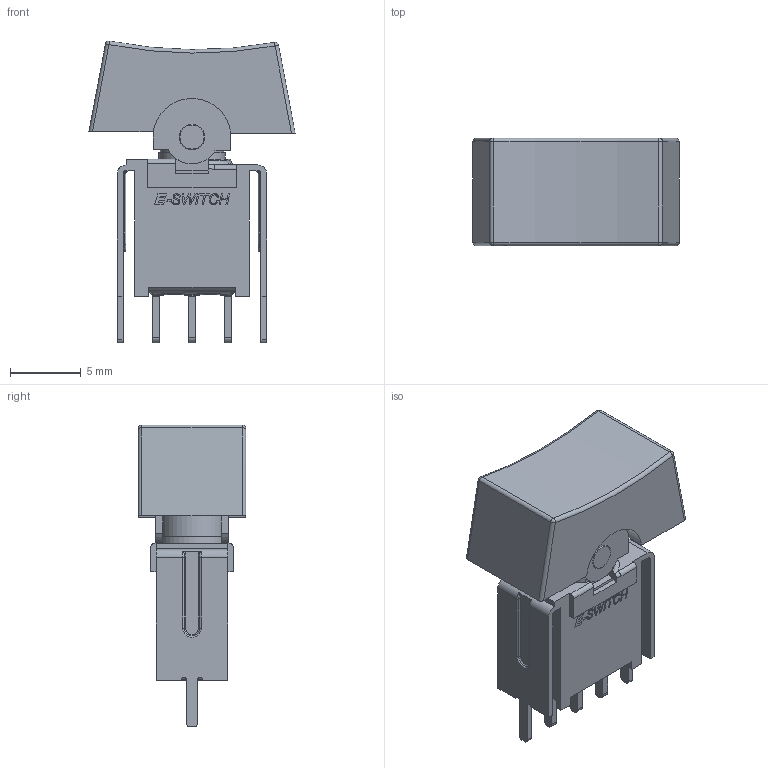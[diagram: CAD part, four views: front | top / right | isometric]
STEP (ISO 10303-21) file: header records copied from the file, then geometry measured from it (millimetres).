
FILE_DESCRIPTION((' '),'2;1');
FILE_NAME('400AWMSPxR1xxxVS2xE.stp','2017-08-01T10:21:22',(' '),(' '),' ','ACIS',' ');
FILE_SCHEMA(('CONFIG_CONTROL_DESIGN'));
Length unit declared in the file: inch
Products named in the file (1): 400AWMSPxR1xxxVS2xE.stp
Bounding box: 14.6 x 7.62 x 21.37 mm (x, y, z)
Volume: 808 mm3; surface area: 1332.6 mm2
Topology: 1 solids, 1 shells, 328 faces, 853 edges, 535 vertices
Faces by surface type: plane 178, cylinder 64, bspline 60, torus 22, sphere 4
Full cylindrical faces by diameter (mm): 3.5 x1
Entity records: 11131 total; most frequent: CARTESIAN_POINT 3359, ORIENTED_EDGE 1694, DIRECTION 1421, EDGE_CURVE 847, VERTEX_POINT 534, VECTOR 527, LINE 527, AXIS2_PLACEMENT_3D 447
